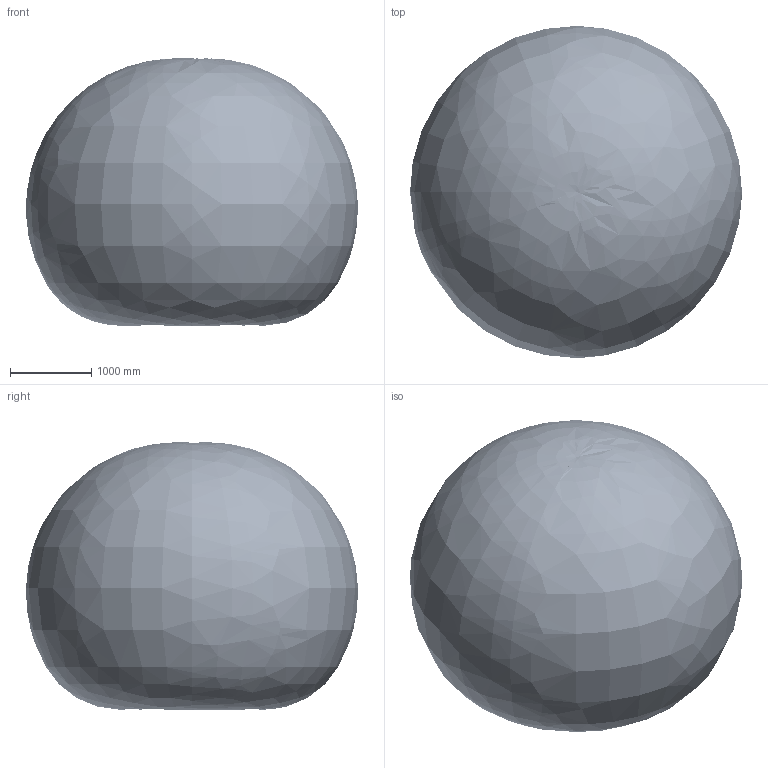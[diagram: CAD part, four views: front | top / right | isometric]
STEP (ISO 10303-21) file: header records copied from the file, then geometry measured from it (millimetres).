
FILE_DESCRIPTION(/* description */ ('STEP AP203'),/* implementation_level */ '2;1');
FILE_NAME(/* name */ '3D-model_AT_50006.stp',/* time_stamp */ '2023-04-24T16:16:09+02:00',/* author */ ('tim.stocker'),/* organization */ (''),/* preprocessor_version */ 'ST-DEVELOPER v16.5',/* originating_system */ 'Autodesk Inventor 2017',/* authorisation */ '');
FILE_SCHEMA (('AUTOMOTIVE_DESIGN { 1 0 10303 214 3 1 1 }'));
Products named in the file (9): AT_50006_DUMMY articc5-2178-30kg; MT_WST00105763 Grundgestell; MT_WST00105776 Dummy Karussell; MT_WST00105762 Schwinge; MT_WST00105753 Hand; MT_WST00106130 Hand; MT_WST00113220 DUMMY Schulter; DIN 580 - M8; MT_WST00113274 Arbeitsbereich
Assembly tree (8 placements, depth 2):
  AT_50006_DUMMY articc5-2178-30kg
    MT_WST00105763 Grundgestell
    MT_WST00105776 Dummy Karussell
    MT_WST00105762 Schwinge
    MT_WST00105753 Hand
    MT_WST00106130 Hand
    MT_WST00113220 DUMMY Schulter
    DIN 580 - M8
    MT_WST00113274 Arbeitsbereich
Bounding box: 4084.22 x 4085.67 x 3286.89 mm (x, y, z)
Volume: 30441962598.1 mm3; surface area: 60622026.4 mm2
Topology: 8 solids, 31 shells, 5735 faces, 13842 edges, 8355 vertices
Faces by surface type: bspline 1762, plane 1453, cylinder 1361, torus 547, cone 409, sphere 203
Full cylindrical faces by diameter (mm): 1.4 x4, 1.5 x4, 2.5 x3, 3.242 x8, 3.8 x4, 4 x7, 4.134 x4, 4.2 x5, 4.5 x2, 4.917 x28, 5 x1, 5.8 x4, 6 x1, 6.5 x1, 6.647 x28, 6.7 x1, 6.8 x6, 7 x1, 7.53 x2, 7.6 x4, 7.8 x1, 8 x11, 8.5 x46, 9 x4, 10 x42, 10.106 x15, 10.5 x2, 11 x2, 11.6 x6, 12 x10
Entity records: 284188 total; most frequent: CARTESIAN_POINT 159851, ORIENTED_EDGE 24754, DIRECTION 23370, EDGE_CURVE 12375, AXIS2_PLACEMENT_3D 10289, VERTEX_POINT 8019, EDGE_LOOP 7136, CIRCLE 5759
